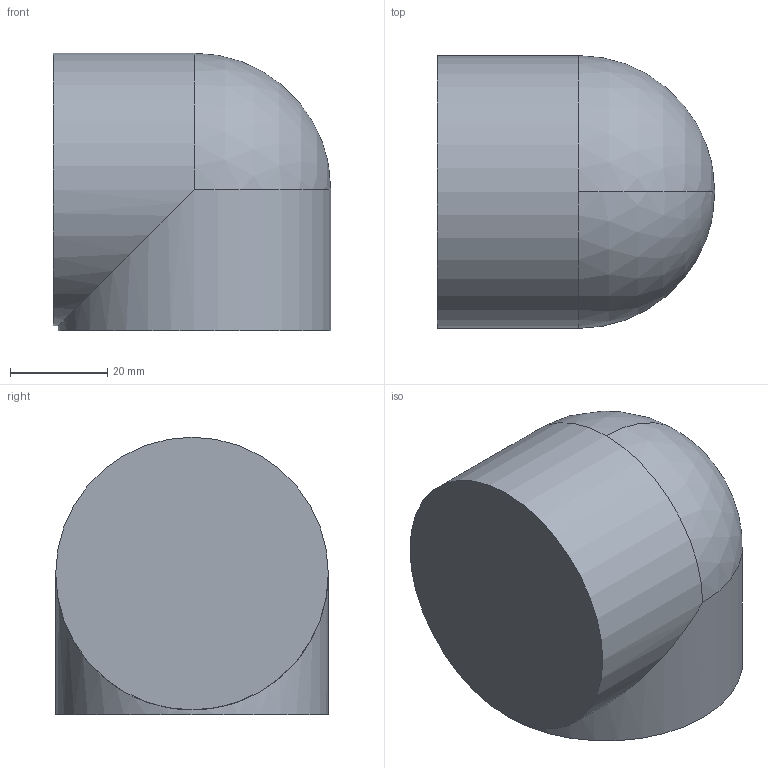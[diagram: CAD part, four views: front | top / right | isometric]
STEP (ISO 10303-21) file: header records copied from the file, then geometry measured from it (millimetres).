
FILE_DESCRIPTION(('FreeCAD Model'),'2;1');
FILE_NAME('Open CASCADE Shape Model','2023-11-09T15:36:48',(''),(''), 'Open CASCADE STEP processor 7.6','FreeCAD','Unknown');
FILE_SCHEMA(('AUTOMOTIVE_DESIGN { 1 0 10303 214 1 1 1 1 }'));
Length unit declared in the file: millimetre
Products named in the file (2): Part; arm-subpart-angle_001
Assembly tree (1 placements, depth 2):
  Part
    arm-subpart-angle_001
Bounding box: 57 x 56 x 57 mm (x, y, z)
Volume: 136573.2 mm3; surface area: 14456.9 mm2
Topology: 1 solids, 1 shells, 6 faces, 13 edges, 7 vertices
Faces by surface type: cylinder 2, sphere 2, plane 2
Full cylindrical faces by diameter (mm): 56 x2
Entity records: 395 total; most frequent: CARTESIAN_POINT 80, DIRECTION 54, ORIENTED_EDGE 22, PCURVE 22, DEFINITIONAL_REPRESENTATION 22, LINE 18, VECTOR 18, AXIS2_PLACEMENT_3D 17
